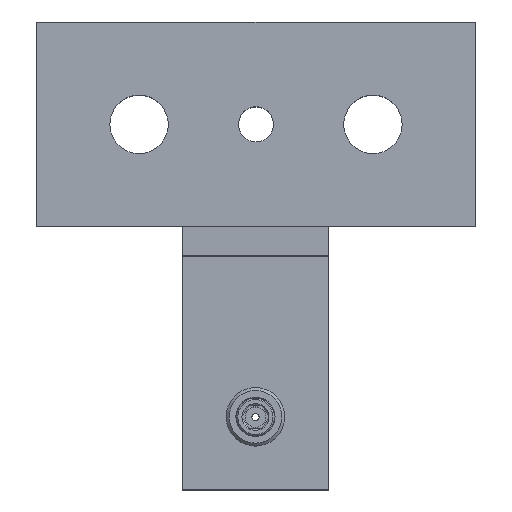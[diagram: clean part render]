
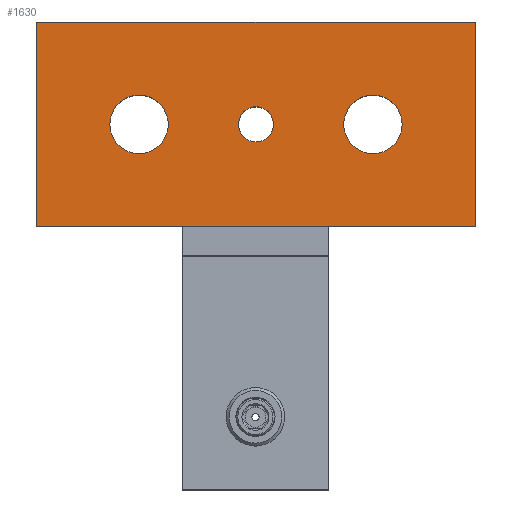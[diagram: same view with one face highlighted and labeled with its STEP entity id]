
A CAD part, top view. The second image highlights one B-rep face of the part: STEP entity #1630.
In plain terms, the highlighted planar face has unit normal (0, 0, 1).
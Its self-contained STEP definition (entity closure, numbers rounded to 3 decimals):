
#59=FACE_BOUND('',#280,.T.);
#60=FACE_BOUND('',#281,.T.);
#61=FACE_BOUND('',#282,.T.);
#112=PLANE('',#1780);
#173=FACE_OUTER_BOUND('',#279,.T.);
#279=EDGE_LOOP('',(#1188,#1189,#1190,#1191));
#280=EDGE_LOOP('',(#1192));
#281=EDGE_LOOP('',(#1193));
#282=EDGE_LOOP('',(#1194));
#407=LINE('',#2539,#522);
#410=LINE('',#2545,#525);
#413=LINE('',#2551,#528);
#416=LINE('',#2555,#531);
#522=VECTOR('',#2025,10.);
#525=VECTOR('',#2030,10.);
#528=VECTOR('',#2035,10.);
#531=VECTOR('',#2040,10.);
#645=CIRCLE('',#1769,6.);
#647=CIRCLE('',#1772,10.);
#649=CIRCLE('',#1775,10.);
#747=VERTEX_POINT('',#2517);
#749=VERTEX_POINT('',#2523);
#751=VERTEX_POINT('',#2529);
#754=VERTEX_POINT('',#2536);
#755=VERTEX_POINT('',#2538);
#757=VERTEX_POINT('',#2544);
#759=VERTEX_POINT('',#2550);
#909=EDGE_CURVE('',#747,#747,#645,.T.);
#912=EDGE_CURVE('',#749,#749,#647,.T.);
#915=EDGE_CURVE('',#751,#751,#649,.T.);
#918=EDGE_CURVE('',#755,#754,#407,.T.);
#921=EDGE_CURVE('',#757,#755,#410,.T.);
#924=EDGE_CURVE('',#759,#757,#413,.T.);
#927=EDGE_CURVE('',#754,#759,#416,.T.);
#1188=ORIENTED_EDGE('',*,*,#927,.T.);
#1189=ORIENTED_EDGE('',*,*,#924,.T.);
#1190=ORIENTED_EDGE('',*,*,#921,.T.);
#1191=ORIENTED_EDGE('',*,*,#918,.T.);
#1192=ORIENTED_EDGE('',*,*,#915,.T.);
#1193=ORIENTED_EDGE('',*,*,#912,.T.);
#1194=ORIENTED_EDGE('',*,*,#909,.T.);
#1630=ADVANCED_FACE('',(#173,#59,#60,#61),#112,.T.);
#1769=AXIS2_PLACEMENT_3D('',#2519,#2005,#2006);
#1772=AXIS2_PLACEMENT_3D('',#2525,#2012,#2013);
#1775=AXIS2_PLACEMENT_3D('',#2531,#2019,#2020);
#1780=AXIS2_PLACEMENT_3D('',#2556,#2041,#2042);
#2005=DIRECTION('center_axis',(0.,0.,-1.));
#2006=DIRECTION('ref_axis',(-1.,0.,0.));
#2012=DIRECTION('center_axis',(0.,0.,-1.));
#2013=DIRECTION('ref_axis',(-1.,0.,0.));
#2019=DIRECTION('center_axis',(0.,0.,-1.));
#2020=DIRECTION('ref_axis',(-1.,0.,0.));
#2025=DIRECTION('',(1.,0.,0.));
#2030=DIRECTION('',(0.,-1.,0.));
#2035=DIRECTION('',(-1.,0.,0.));
#2040=DIRECTION('',(0.,1.,0.));
#2041=DIRECTION('center_axis',(0.,0.,1.));
#2042=DIRECTION('ref_axis',(1.,0.,0.));
#2517=CARTESIAN_POINT('',(17.576,-0.212,25.));
#2519=CARTESIAN_POINT('Origin',(11.576,-0.212,25.));
#2523=CARTESIAN_POINT('',(61.576,-0.212,25.));
#2525=CARTESIAN_POINT('Origin',(51.576,-0.212,25.));
#2529=CARTESIAN_POINT('',(-18.424,-0.212,25.));
#2531=CARTESIAN_POINT('Origin',(-28.424,-0.212,25.));
#2536=CARTESIAN_POINT('',(86.576,-35.212,25.));
#2538=CARTESIAN_POINT('',(-63.424,-35.212,25.));
#2539=CARTESIAN_POINT('',(-63.424,-35.212,25.));
#2544=CARTESIAN_POINT('',(-63.424,34.788,25.));
#2545=CARTESIAN_POINT('',(-63.424,34.788,25.));
#2550=CARTESIAN_POINT('',(86.576,34.788,25.));
#2551=CARTESIAN_POINT('',(86.576,34.788,25.));
#2555=CARTESIAN_POINT('',(86.576,-35.212,25.));
#2556=CARTESIAN_POINT('Origin',(11.576,-0.212,25.));
